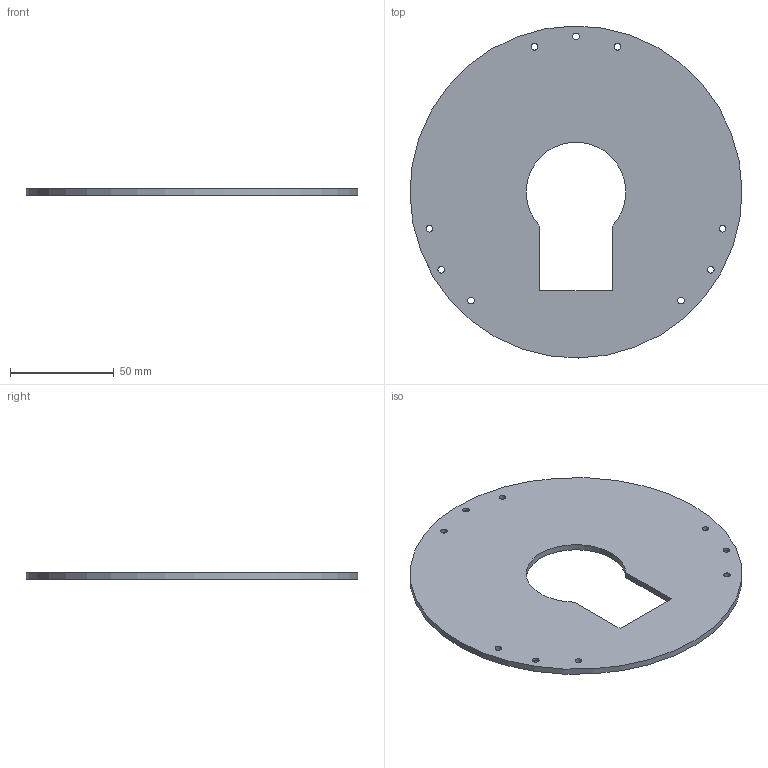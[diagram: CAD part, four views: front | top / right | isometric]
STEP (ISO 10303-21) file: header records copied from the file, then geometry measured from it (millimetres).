
FILE_DESCRIPTION(/* description */ (''),/* implementation_level */ '2;1');
FILE_NAME(/* name */ 'Middle Base.step',/* time_stamp */ '2025-07-31T19:48:01+05:30',/* author */ (''),/* organization */ (''),/* preprocessor_version */ 'ST-DEVELOPER v20.1',/* originating_system */ 'Autodesk Translation Framework v14.10.0.0',/* authorisation */ '');
FILE_SCHEMA (('AUTOMOTIVE_DESIGN { 1 0 10303 214 3 1 1 }'));
Length unit declared in the file: millimetre
Products named in the file (1): Middle
Bounding box: 159.98 x 159.98 x 3 mm (x, y, z)
Volume: 51879.3 mm3; surface area: 37082.1 mm2
Topology: 1 solids, 1 shells, 22 faces, 51 edges, 34 vertices
Faces by surface type: cylinder 14, plane 8
Full cylindrical faces by diameter (mm): 3.2 x9, 5.5 x3, 160 x1
Entity records: 723 total; most frequent: DIRECTION 125, CARTESIAN_POINT 108, ORIENTED_EDGE 102, EDGE_CURVE 51, AXIS2_PLACEMENT_3D 51, EDGE_LOOP 45, VERTEX_POINT 34, CIRCLE 28
